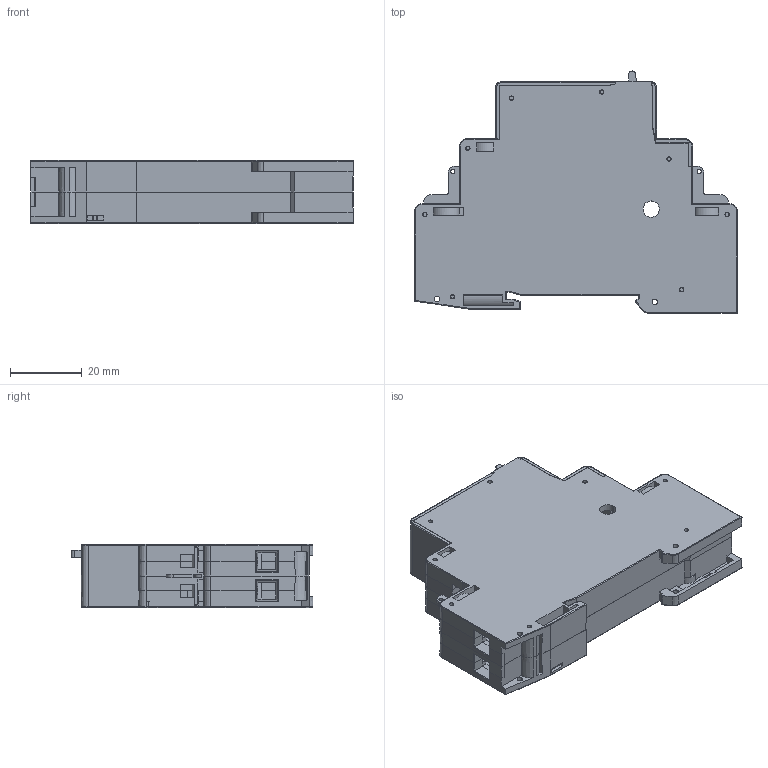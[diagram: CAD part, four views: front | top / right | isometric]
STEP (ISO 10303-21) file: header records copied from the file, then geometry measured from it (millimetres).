
FILE_DESCRIPTION((''),'2;1');
FILE_NAME('30070001-W_ASM_119_ASM','2016-09-09T',('jsubic'),('Audax d.o.o.'),'CREO PARAMETRIC BY PTC INC, 2015290','CREO PARAMETRIC BY PTC INC, 2015290','');
FILE_SCHEMA(('CONFIG_CONTROL_DESIGN'));
Products named in the file (8): 37425616-W_207; 37425422_157; 37425427_249; 37425436_49; MODUL_ASM_117_ASM; 37425434_9; MEHANIZEM_ASM_219_ASM; 30070001-W_ASM_119_ASM
Assembly tree (7 placements, depth 3):
  30070001-W_ASM_119_ASM
    MODUL_ASM_117_ASM
      37425616-W_207
      37425422_157
      37425427_249
      37425436_49
    MEHANIZEM_ASM_219_ASM
      37425434_9
Bounding box: 90 x 67.56 x 17.6 mm (x, y, z)
Volume: 27025.4 mm3; surface area: 49448.9 mm2
Topology: 5 solids, 6 shells, 2237 faces, 6253 edges, 4114 vertices
Faces by surface type: plane 1485, cylinder 445, torus 141, cone 112, bspline 44, sphere 10
Entity records: 77918 total; most frequent: CARTESIAN_POINT 19766, ORIENTED_EDGE 12482, DIRECTION 11630, EDGE_CURVE 6243, VECTOR 4502, LINE 4502, VERTEX_POINT 4114, AXIS2_PLACEMENT_3D 3564
